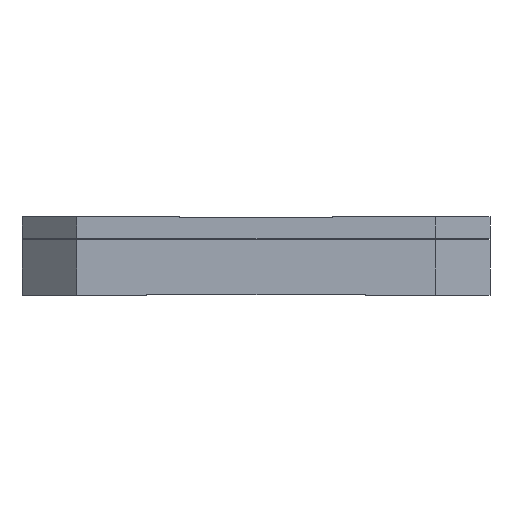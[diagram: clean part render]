
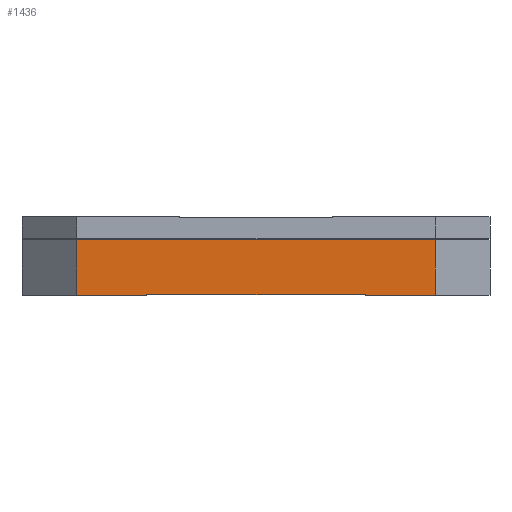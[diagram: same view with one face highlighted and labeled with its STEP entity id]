
A CAD part, front view. The second image highlights one B-rep face of the part: STEP entity #1436.
In plain terms, the highlighted planar face has unit normal (0, -1, 0).
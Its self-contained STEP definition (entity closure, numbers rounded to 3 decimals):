
#79 = DIRECTION ( 'NONE',  ( 0., 0., -1. ) ) ;
#154 = FACE_OUTER_BOUND ( 'NONE', #3780, .T. ) ;
#270 = VERTEX_POINT ( 'NONE', #5389 ) ;
#366 = VERTEX_POINT ( 'NONE', #6082 ) ;
#411 = EDGE_CURVE ( 'NONE', #537, #1255, #5449, .T. ) ;
#468 = CARTESIAN_POINT ( 'NONE',  ( -107., -107., 0.2 ) ) ;
#537 = VERTEX_POINT ( 'NONE', #1896 ) ;
#825 = EDGE_CURVE ( 'NONE', #366, #2405, #6109, .T. ) ;
#1029 = EDGE_CURVE ( 'NONE', #366, #5517, #2467, .T. ) ;
#1066 = DIRECTION ( 'NONE',  ( 0., 0., 1. ) ) ;
#1174 = VECTOR ( 'NONE', #2387, 1000. ) ;
#1197 = EDGE_CURVE ( 'NONE', #5302, #1255, #2999, .T. ) ;
#1231 = ORIENTED_EDGE ( 'NONE', *, *, #825, .F. ) ;
#1240 = DIRECTION ( 'NONE',  ( 0., 0., -1. ) ) ;
#1255 = VERTEX_POINT ( 'NONE', #2092 ) ;
#1436 = ADVANCED_FACE ( 'NONE', ( #154 ), #2009, .F. ) ;
#1538 = CARTESIAN_POINT ( 'NONE',  ( -107., -107., 0. ) ) ;
#1542 = CARTESIAN_POINT ( 'NONE',  ( -50., -107., 0.2 ) ) ;
#1602 = ORIENTED_EDGE ( 'NONE', *, *, #5015, .T. ) ;
#1840 = ORIENTED_EDGE ( 'NONE', *, *, #4995, .F. ) ;
#1895 = VECTOR ( 'NONE', #3002, 1000. ) ;
#1896 = CARTESIAN_POINT ( 'NONE',  ( 50., -107., 0.2 ) ) ;
#1931 = CARTESIAN_POINT ( 'NONE',  ( -82., -107., 0. ) ) ;
#2009 = PLANE ( 'NONE',  #5116 ) ;
#2092 = CARTESIAN_POINT ( 'NONE',  ( -50., -107., 0.2 ) ) ;
#2104 = LINE ( 'NONE', #5416, #2252 ) ;
#2252 = VECTOR ( 'NONE', #4941, 1000. ) ;
#2387 = DIRECTION ( 'NONE',  ( -1., 0., 0. ) ) ;
#2395 = VECTOR ( 'NONE', #1240, 1000. ) ;
#2405 = VERTEX_POINT ( 'NONE', #5965 ) ;
#2408 = ORIENTED_EDGE ( 'NONE', *, *, #411, .F. ) ;
#2467 = LINE ( 'NONE', #2884, #1174 ) ;
#2485 = DIRECTION ( 'NONE',  ( 0., 1., 0. ) ) ;
#2682 = DIRECTION ( 'NONE',  ( -1., 0., 0. ) ) ;
#2884 = CARTESIAN_POINT ( 'NONE',  ( 0., -107., 25.5 ) ) ;
#2999 = LINE ( 'NONE', #1542, #3295 ) ;
#3002 = DIRECTION ( 'NONE',  ( -1., 0., 0. ) ) ;
#3025 = VECTOR ( 'NONE', #79, 1000. ) ;
#3254 = CARTESIAN_POINT ( 'NONE',  ( -50., -107., 0. ) ) ;
#3295 = VECTOR ( 'NONE', #1066, 1000. ) ;
#3440 = CARTESIAN_POINT ( 'NONE',  ( -107., -107., 25.5 ) ) ;
#3624 = EDGE_CURVE ( 'NONE', #2405, #270, #4982, .T. ) ;
#3684 = VECTOR ( 'NONE', #2682, 1000. ) ;
#3780 = EDGE_LOOP ( 'NONE', ( #1231, #5474, #5451, #1840, #4340, #2408, #1602, #5016 ) ) ;
#4148 = CARTESIAN_POINT ( 'NONE',  ( 82., -107., 25.5 ) ) ;
#4318 = LINE ( 'NONE', #5935, #3025 ) ;
#4340 = ORIENTED_EDGE ( 'NONE', *, *, #1197, .T. ) ;
#4449 = DIRECTION ( 'NONE',  ( -1., 0., 0. ) ) ;
#4941 = DIRECTION ( 'NONE',  ( 0., 0., -1. ) ) ;
#4982 = LINE ( 'NONE', #5592, #3684 ) ;
#4995 = EDGE_CURVE ( 'NONE', #5302, #5757, #5762, .T. ) ;
#5015 = EDGE_CURVE ( 'NONE', #537, #270, #4318, .T. ) ;
#5016 = ORIENTED_EDGE ( 'NONE', *, *, #3624, .F. ) ;
#5086 = CARTESIAN_POINT ( 'NONE',  ( -82., -107., 25.5 ) ) ;
#5116 = AXIS2_PLACEMENT_3D ( 'NONE', #3440, #2485, #5888 ) ;
#5302 = VERTEX_POINT ( 'NONE', #3254 ) ;
#5389 = CARTESIAN_POINT ( 'NONE',  ( 50., -107., 0. ) ) ;
#5416 = CARTESIAN_POINT ( 'NONE',  ( -82., -107., 25.5 ) ) ;
#5436 = EDGE_CURVE ( 'NONE', #5517, #5757, #2104, .T. ) ;
#5449 = LINE ( 'NONE', #468, #5596 ) ;
#5451 = ORIENTED_EDGE ( 'NONE', *, *, #5436, .T. ) ;
#5474 = ORIENTED_EDGE ( 'NONE', *, *, #1029, .T. ) ;
#5517 = VERTEX_POINT ( 'NONE', #5086 ) ;
#5592 = CARTESIAN_POINT ( 'NONE',  ( -107., -107., 0. ) ) ;
#5596 = VECTOR ( 'NONE', #4449, 1000. ) ;
#5757 = VERTEX_POINT ( 'NONE', #1931 ) ;
#5762 = LINE ( 'NONE', #1538, #1895 ) ;
#5888 = DIRECTION ( 'NONE',  ( 0., 0., 1. ) ) ;
#5935 = CARTESIAN_POINT ( 'NONE',  ( 50., -107., 0.2 ) ) ;
#5965 = CARTESIAN_POINT ( 'NONE',  ( 82., -107., 0. ) ) ;
#6082 = CARTESIAN_POINT ( 'NONE',  ( 82., -107., 25.5 ) ) ;
#6109 = LINE ( 'NONE', #4148, #2395 ) ;
